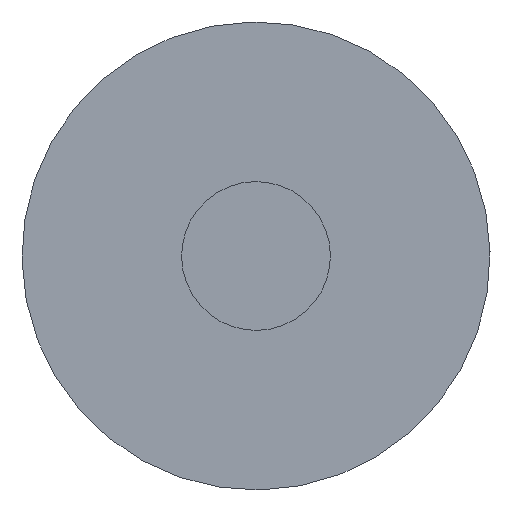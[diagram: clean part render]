
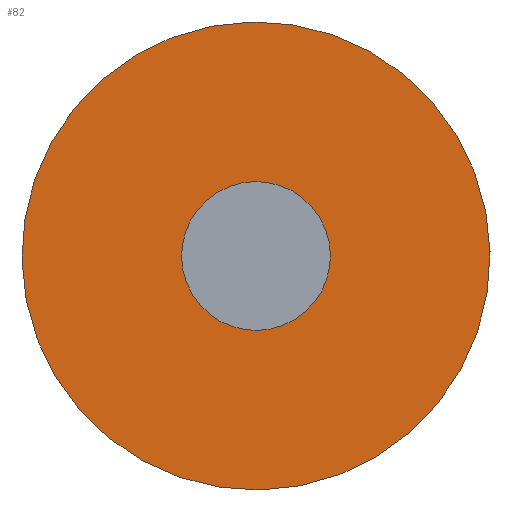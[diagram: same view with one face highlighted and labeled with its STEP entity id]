
A CAD part, left-side view. The second image highlights one B-rep face of the part: STEP entity #82.
In plain terms, the highlighted planar face has unit normal (-1, 0, 0).
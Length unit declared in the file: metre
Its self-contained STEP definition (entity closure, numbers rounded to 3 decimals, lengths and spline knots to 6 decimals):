
#20=PLANE('',#104);
#26=ORIENTED_EDGE('',*,*,#38,.T.);
#27=ORIENTED_EDGE('',*,*,#36,.F.);
#36=EDGE_CURVE('',#42,#42,#48,.T.);
#38=EDGE_CURVE('',#44,#44,#50,.T.);
#42=VERTEX_POINT('',#145);
#44=VERTEX_POINT('',#150);
#48=CIRCLE('',#102,0.00635);
#50=CIRCLE('',#105,0.002019);
#56=EDGE_LOOP('',(#26));
#57=EDGE_LOOP('',(#27));
#68=FACE_BOUND('',#56,.T.);
#69=FACE_BOUND('',#57,.T.);
#82=ADVANCED_FACE('',(#68,#69),#20,.F.);
#102=AXIS2_PLACEMENT_3D('',#144,#118,#119);
#104=AXIS2_PLACEMENT_3D('',#148,#122,#123);
#105=AXIS2_PLACEMENT_3D('',#149,#124,#125);
#118=DIRECTION('',(1.,0.,0.));
#119=DIRECTION('',(0.,0.156,-0.988));
#122=DIRECTION('',(1.,0.,0.));
#123=DIRECTION('',(0.,0.988,0.156));
#124=DIRECTION('',(1.,0.,0.));
#125=DIRECTION('',(0.,0.156,-0.988));
#144=CARTESIAN_POINT('',(-0.031317,0.020326,0.153655));
#145=CARTESIAN_POINT('',(-0.031317,0.021319,0.147384));
#148=CARTESIAN_POINT('',(-0.031317,0.234227,0.094842));
#149=CARTESIAN_POINT('',(-0.031317,0.020326,0.153655));
#150=CARTESIAN_POINT('',(-0.031317,0.020642,0.151661));
